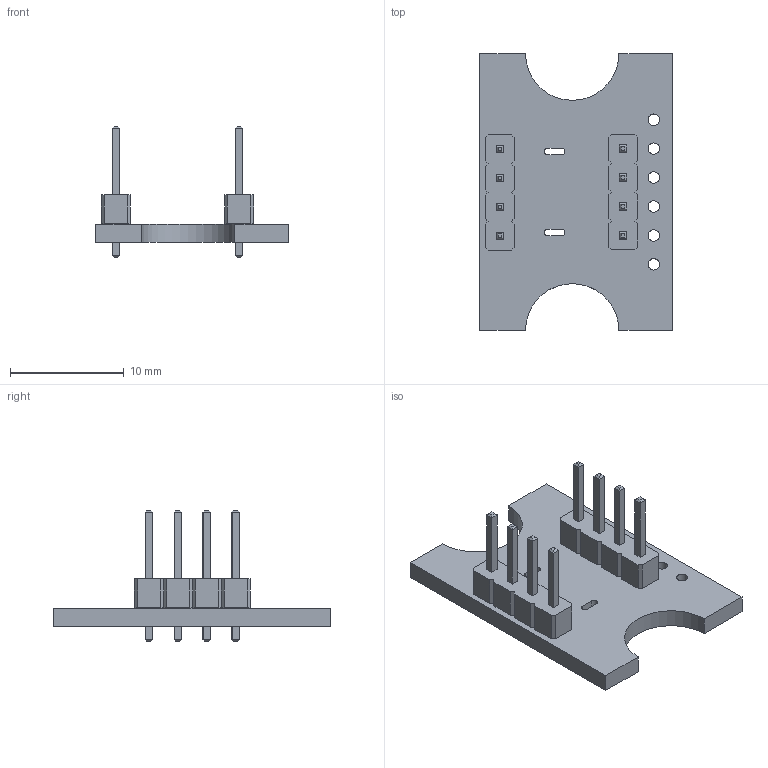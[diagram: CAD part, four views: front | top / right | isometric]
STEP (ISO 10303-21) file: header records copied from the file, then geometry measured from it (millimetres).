
FILE_DESCRIPTION(('KiCad electronic assembly'),'2;1');
FILE_NAME('SlimeV3-Dock.step','2024-11-27T18:15:36',('Pcbnew'),('Kicad') ,'Open CASCADE STEP processor 7.8','KiCad to STEP converter','Unknown' );
FILE_SCHEMA(('AUTOMOTIVE_DESIGN { 1 0 10303 214 1 1 1 1 }'));
Length unit declared in the file: millimetre
Products named in the file (4): SlimeV3-Dock 1; PinHeader_1x04_P2.54mm_Vertical; PinHeader_1x04_P254mm_Vertical; SlimeV3-Dock_PCB
Assembly tree (4 placements, depth 3):
  SlimeV3-Dock 1
    PinHeader_1x04_P2.54mm_Vertical  x2
      PinHeader_1x04_P254mm_Vertical
    SlimeV3-Dock_PCB
Bounding box: 16.92 x 24.3 x 11.54 mm (x, y, z)
Volume: 710 mm3; surface area: 1335 mm2
Topology: 3 solids, 3 shells, 233 faces, 569 edges, 358 vertices
Faces by surface type: plane 213, cylinder 20
Full cylindrical faces by diameter (mm): 1 x14
Entity records: 4715 total; most frequent: CARTESIAN_POINT 679, ORIENTED_EDGE 662, DIRECTION 647, EDGE_CURVE 331, LINE 291, VECTOR 291, VERTEX_POINT 210, AXIS2_PLACEMENT_3D 178
